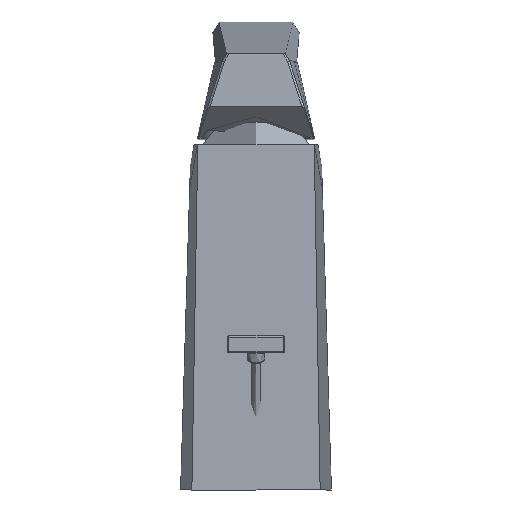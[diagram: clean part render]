
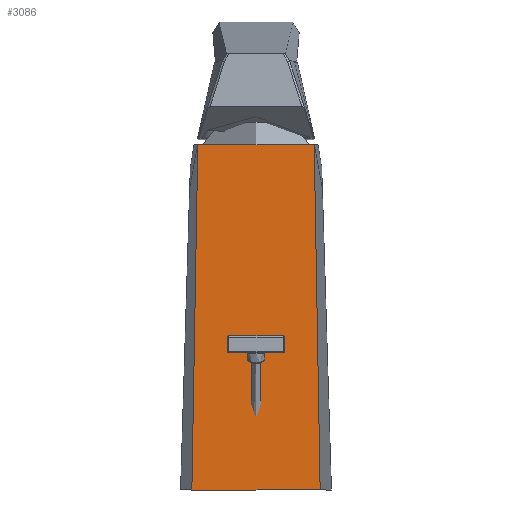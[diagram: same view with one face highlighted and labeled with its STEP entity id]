
A CAD part, left-side view. The second image highlights one B-rep face of the part: STEP entity #3086.
In plain terms, the highlighted planar face has unit normal (-1, 0, 0.016).
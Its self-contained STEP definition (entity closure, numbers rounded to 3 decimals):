
#292=LINE('',#5185,#503);
#342=LINE('',#5343,#553);
#343=LINE('',#5345,#554);
#344=LINE('',#5347,#555);
#503=VECTOR('',#4296,1000.);
#553=VECTOR('',#4400,1000.);
#554=VECTOR('',#4401,1000.);
#555=VECTOR('',#4402,1000.);
#932=ORIENTED_EDGE('',*,*,#1752,.T.);
#933=ORIENTED_EDGE('',*,*,#1753,.T.);
#934=ORIENTED_EDGE('',*,*,#1754,.T.);
#935=ORIENTED_EDGE('',*,*,#1682,.T.);
#1682=EDGE_CURVE('',#2197,#2196,#292,.T.);
#1752=EDGE_CURVE('',#2196,#2246,#342,.T.);
#1753=EDGE_CURVE('',#2246,#2247,#343,.T.);
#1754=EDGE_CURVE('',#2247,#2197,#344,.T.);
#2196=VERTEX_POINT('',#5184);
#2197=VERTEX_POINT('',#5186);
#2246=VERTEX_POINT('',#5344);
#2247=VERTEX_POINT('',#5346);
#2691=EDGE_LOOP('',(#932,#933,#934,#935));
#2868=FACE_BOUND('',#2691,.T.);
#3022=PLANE('',#3951);
#3086=ADVANCED_FACE('',(#2868),#3022,.T.);
#3951=AXIS2_PLACEMENT_3D('',#5342,#4398,#4399);
#4296=DIRECTION('',(0.,1.,0.));
#4398=DIRECTION('',(-1.,0.,0.016));
#4399=DIRECTION('',(0.016,0.017,1.));
#4400=DIRECTION('',(-0.016,0.017,-1.));
#4401=DIRECTION('',(0.,-1.,0.));
#4402=DIRECTION('',(0.016,0.017,1.));
#5184=CARTESIAN_POINT('',(-20.584,20.417,121.186));
#5185=CARTESIAN_POINT('',(-20.584,-20.417,121.186));
#5186=CARTESIAN_POINT('',(-20.584,-20.417,121.186));
#5342=CARTESIAN_POINT('',(-22.5,-22.5,0.));
#5343=CARTESIAN_POINT('',(-20.584,20.417,121.186));
#5344=CARTESIAN_POINT('',(-22.5,22.5,0.));
#5345=CARTESIAN_POINT('',(-22.5,-22.5,0.));
#5346=CARTESIAN_POINT('',(-22.5,-22.5,0.));
#5347=CARTESIAN_POINT('',(-22.5,-22.5,0.));
